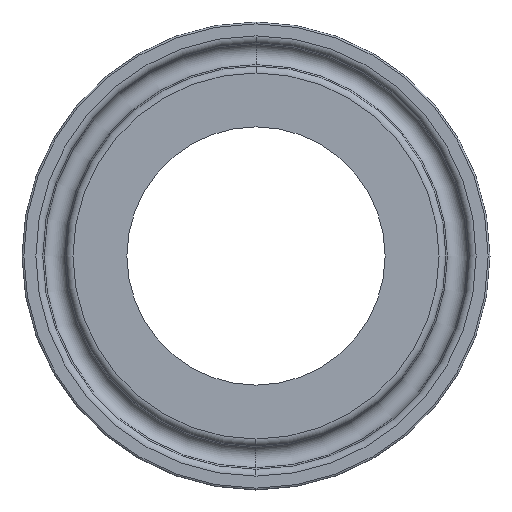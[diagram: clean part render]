
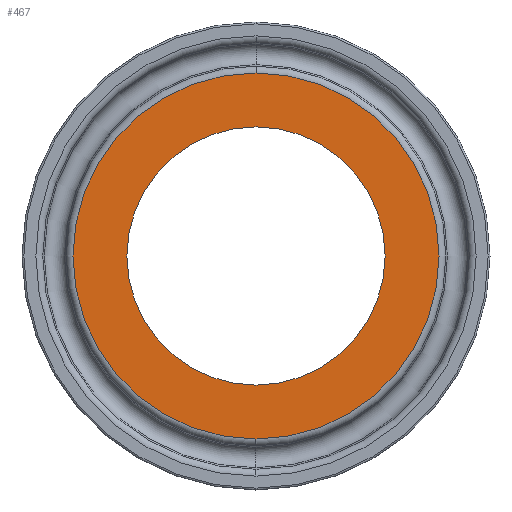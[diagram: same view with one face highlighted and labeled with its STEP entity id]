
A CAD part, left-side view. The second image highlights one B-rep face of the part: STEP entity #467.
In plain terms, the highlighted planar face has unit normal (-1, 0, 0).
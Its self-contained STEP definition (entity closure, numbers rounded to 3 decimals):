
#25 = DIRECTION ( 'NONE',  ( -1., 0., 0. ) ) ;
#49 = ORIENTED_EDGE ( 'NONE', *, *, #354, .F. ) ;
#57 = CARTESIAN_POINT ( 'NONE',  ( 0., 0., 0. ) ) ;
#105 = DIRECTION ( 'NONE',  ( 0., 0., 1. ) ) ;
#125 = EDGE_CURVE ( 'NONE', #564, #626, #320, .T. ) ;
#152 = DIRECTION ( 'NONE',  ( 0., 0., 1. ) ) ;
#157 = AXIS2_PLACEMENT_3D ( 'NONE', #665, #25, #719 ) ;
#160 = DIRECTION ( 'NONE',  ( -1., 0., 0. ) ) ;
#165 = EDGE_LOOP ( 'NONE', ( #733, #492 ) ) ;
#169 = DIRECTION ( 'NONE',  ( 0., 0., -1. ) ) ;
#171 = EDGE_CURVE ( 'NONE', #626, #564, #215, .T. ) ;
#196 = CARTESIAN_POINT ( 'NONE',  ( 0., 0., 19.747 ) ) ;
#206 = CARTESIAN_POINT ( 'NONE',  ( 0., 0., 0. ) ) ;
#212 = DIRECTION ( 'NONE',  ( -1., 0., 0. ) ) ;
#215 = CIRCLE ( 'NONE', #493, 19.747 ) ;
#216 = CIRCLE ( 'NONE', #645, 13.93 ) ;
#223 = EDGE_CURVE ( 'NONE', #328, #629, #696, .T. ) ;
#225 = AXIS2_PLACEMENT_3D ( 'NONE', #442, #693, #169 ) ;
#229 = FACE_BOUND ( 'NONE', #418, .T. ) ;
#299 = AXIS2_PLACEMENT_3D ( 'NONE', #206, #212, #152 ) ;
#305 = CARTESIAN_POINT ( 'NONE',  ( 0., 0., 13.93 ) ) ;
#320 = CIRCLE ( 'NONE', #299, 19.747 ) ;
#328 = VERTEX_POINT ( 'NONE', #725 ) ;
#354 = EDGE_CURVE ( 'NONE', #629, #328, #216, .T. ) ;
#386 = DIRECTION ( 'NONE',  ( 0., 0., 1. ) ) ;
#418 = EDGE_LOOP ( 'NONE', ( #49, #443 ) ) ;
#442 = CARTESIAN_POINT ( 'NONE',  ( 0., 19.747, 0. ) ) ;
#443 = ORIENTED_EDGE ( 'NONE', *, *, #223, .F. ) ;
#458 = PLANE ( 'NONE',  #225 ) ;
#467 = ADVANCED_FACE ( 'NONE', ( #229, #750 ), #458, .F. ) ;
#492 = ORIENTED_EDGE ( 'NONE', *, *, #125, .T. ) ;
#493 = AXIS2_PLACEMENT_3D ( 'NONE', #511, #160, #386 ) ;
#511 = CARTESIAN_POINT ( 'NONE',  ( 0., 0., 0. ) ) ;
#564 = VERTEX_POINT ( 'NONE', #644 ) ;
#626 = VERTEX_POINT ( 'NONE', #196 ) ;
#629 = VERTEX_POINT ( 'NONE', #305 ) ;
#634 = DIRECTION ( 'NONE',  ( -1., 0., 0. ) ) ;
#644 = CARTESIAN_POINT ( 'NONE',  ( 0., 0., -19.747 ) ) ;
#645 = AXIS2_PLACEMENT_3D ( 'NONE', #57, #634, #105 ) ;
#665 = CARTESIAN_POINT ( 'NONE',  ( 0., 0., 0. ) ) ;
#693 = DIRECTION ( 'NONE',  ( 1., 0., 0. ) ) ;
#696 = CIRCLE ( 'NONE', #157, 13.93 ) ;
#719 = DIRECTION ( 'NONE',  ( 0., 0., 1. ) ) ;
#725 = CARTESIAN_POINT ( 'NONE',  ( 0., 0., -13.93 ) ) ;
#733 = ORIENTED_EDGE ( 'NONE', *, *, #171, .T. ) ;
#750 = FACE_OUTER_BOUND ( 'NONE', #165, .T. ) ;
